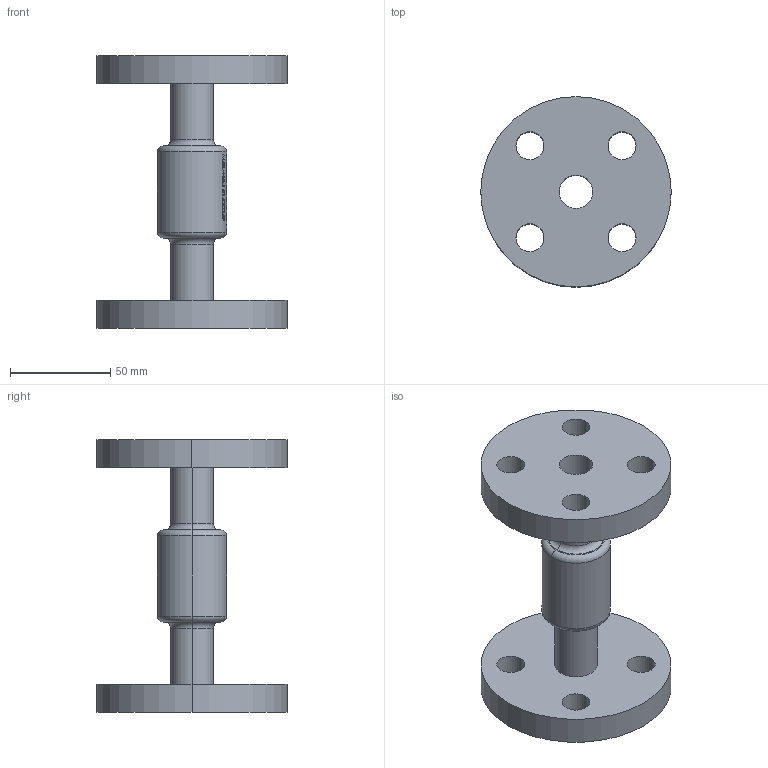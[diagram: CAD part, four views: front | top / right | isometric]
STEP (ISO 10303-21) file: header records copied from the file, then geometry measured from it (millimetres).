
FILE_DESCRIPTION (( 'STEP AP214' ), '1' );
FILE_NAME ('7120000_DN015_PN16_51420249.STEP', '2022-02-03T07:29:32', ( 'axxx' ), ( 'Hewlett-Packard Company' ), 'SwSTEP 2.0', 'SolidWorks 2019', '' );
FILE_SCHEMA (( 'AUTOMOTIVE_DESIGN' ));
Length unit declared in the file: millimetre
Products named in the file (1): 7120000_DN015_PN16_51420249
Bounding box: 95 x 95 x 136 mm (x, y, z)
Volume: 216122.6 mm3; surface area: 56634.1 mm2
Topology: 1 solids, 1 shells, 523 faces, 1357 edges, 902 vertices
Faces by surface type: plane 259, bspline 208, cylinder 48, torus 8
Entity records: 27493 total; most frequent: CARTESIAN_POINT 16047, ORIENTED_EDGE 2714, DIRECTION 1661, EDGE_CURVE 1357, VERTEX_POINT 902, LINE 753, VECTOR 753, EDGE_LOOP 607
